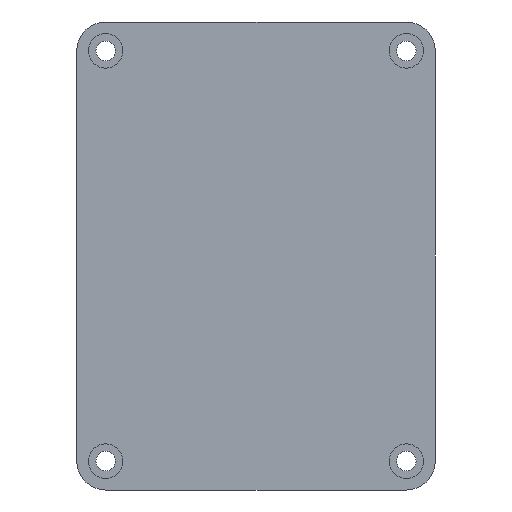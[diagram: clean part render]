
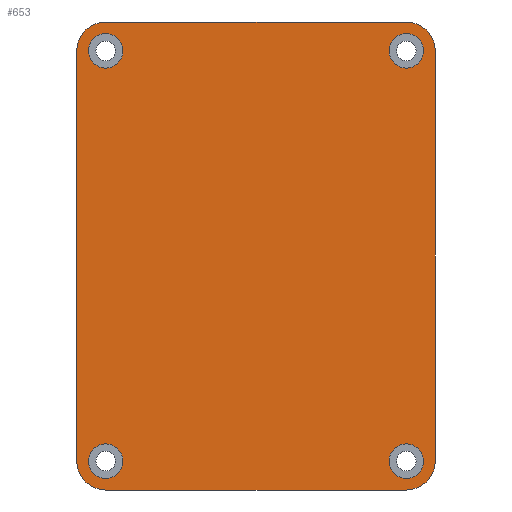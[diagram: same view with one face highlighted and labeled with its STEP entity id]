
A CAD part, front view. The second image highlights one B-rep face of the part: STEP entity #653.
In plain terms, the highlighted planar face has unit normal (0, -1, 0).
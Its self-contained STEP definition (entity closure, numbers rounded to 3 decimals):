
#26=FACE_BOUND('',#157,.T.);
#27=FACE_BOUND('',#158,.T.);
#28=FACE_BOUND('',#159,.T.);
#29=FACE_BOUND('',#160,.T.);
#50=CIRCLE('',#708,5.);
#51=CIRCLE('',#710,5.);
#52=CIRCLE('',#713,5.);
#53=CIRCLE('',#716,5.);
#54=CIRCLE('',#721,3.);
#56=CIRCLE('',#724,3.);
#58=CIRCLE('',#727,3.);
#60=CIRCLE('',#730,3.);
#111=FACE_OUTER_BOUND('',#156,.T.);
#156=EDGE_LOOP('',(#566,#567,#568,#569,#570,#571,#572,#573));
#157=EDGE_LOOP('',(#574));
#158=EDGE_LOOP('',(#575));
#159=EDGE_LOOP('',(#576));
#160=EDGE_LOOP('',(#577));
#181=LINE('',#970,#236);
#209=LINE('',#1063,#264);
#212=LINE('',#1072,#267);
#223=LINE('',#1112,#278);
#236=VECTOR('',#764,10.);
#264=VECTOR('',#858,10.);
#267=VECTOR('',#867,10.);
#278=VECTOR('',#916,10.);
#290=VERTEX_POINT('',#967);
#291=VERTEX_POINT('',#969);
#321=VERTEX_POINT('',#1053);
#322=VERTEX_POINT('',#1057);
#323=VERTEX_POINT('',#1061);
#324=VERTEX_POINT('',#1065);
#325=VERTEX_POINT('',#1067);
#326=VERTEX_POINT('',#1071);
#329=VERTEX_POINT('',#1087);
#331=VERTEX_POINT('',#1093);
#333=VERTEX_POINT('',#1099);
#335=VERTEX_POINT('',#1105);
#349=EDGE_CURVE('',#290,#291,#181,.T.);
#390=EDGE_CURVE('',#291,#321,#50,.T.);
#393=EDGE_CURVE('',#322,#290,#51,.T.);
#395=EDGE_CURVE('',#323,#322,#209,.T.);
#397=EDGE_CURVE('',#324,#325,#52,.T.);
#399=EDGE_CURVE('',#325,#326,#212,.T.);
#401=EDGE_CURVE('',#326,#323,#53,.T.);
#407=EDGE_CURVE('',#329,#329,#54,.T.);
#410=EDGE_CURVE('',#331,#331,#56,.T.);
#413=EDGE_CURVE('',#333,#333,#58,.T.);
#416=EDGE_CURVE('',#335,#335,#60,.T.);
#419=EDGE_CURVE('',#321,#324,#223,.T.);
#566=ORIENTED_EDGE('',*,*,#390,.F.);
#567=ORIENTED_EDGE('',*,*,#349,.F.);
#568=ORIENTED_EDGE('',*,*,#393,.F.);
#569=ORIENTED_EDGE('',*,*,#395,.F.);
#570=ORIENTED_EDGE('',*,*,#401,.F.);
#571=ORIENTED_EDGE('',*,*,#399,.F.);
#572=ORIENTED_EDGE('',*,*,#397,.F.);
#573=ORIENTED_EDGE('',*,*,#419,.F.);
#574=ORIENTED_EDGE('',*,*,#416,.F.);
#575=ORIENTED_EDGE('',*,*,#410,.F.);
#576=ORIENTED_EDGE('',*,*,#407,.F.);
#577=ORIENTED_EDGE('',*,*,#413,.F.);
#619=PLANE('',#734);
#653=ADVANCED_FACE('',(#111,#26,#27,#28,#29),#619,.F.);
#708=AXIS2_PLACEMENT_3D('',#1054,#847,#848);
#710=AXIS2_PLACEMENT_3D('',#1059,#853,#854);
#713=AXIS2_PLACEMENT_3D('',#1068,#862,#863);
#716=AXIS2_PLACEMENT_3D('',#1075,#871,#872);
#721=AXIS2_PLACEMENT_3D('',#1088,#886,#887);
#724=AXIS2_PLACEMENT_3D('',#1094,#893,#894);
#727=AXIS2_PLACEMENT_3D('',#1100,#900,#901);
#730=AXIS2_PLACEMENT_3D('',#1106,#907,#908);
#734=AXIS2_PLACEMENT_3D('',#1113,#917,#918);
#764=DIRECTION('',(0.,0.,1.));
#847=DIRECTION('center_axis',(0.,1.,0.));
#848=DIRECTION('ref_axis',(-0.707,0.,0.707));
#853=DIRECTION('center_axis',(0.,1.,0.));
#854=DIRECTION('ref_axis',(-0.707,0.,-0.707));
#858=DIRECTION('',(-1.,0.,0.));
#862=DIRECTION('center_axis',(0.,1.,0.));
#863=DIRECTION('ref_axis',(0.707,0.,0.707));
#867=DIRECTION('',(0.,0.,-1.));
#871=DIRECTION('center_axis',(0.,1.,0.));
#872=DIRECTION('ref_axis',(0.707,0.,-0.707));
#886=DIRECTION('center_axis',(0.,-1.,0.));
#887=DIRECTION('ref_axis',(1.,0.,0.));
#893=DIRECTION('center_axis',(0.,-1.,0.));
#894=DIRECTION('ref_axis',(1.,0.,0.));
#900=DIRECTION('center_axis',(0.,-1.,0.));
#901=DIRECTION('ref_axis',(1.,0.,0.));
#907=DIRECTION('center_axis',(0.,-1.,0.));
#908=DIRECTION('ref_axis',(1.,0.,0.));
#916=DIRECTION('',(1.,0.,0.));
#917=DIRECTION('center_axis',(0.,1.,0.));
#918=DIRECTION('ref_axis',(1.,0.,0.));
#967=CARTESIAN_POINT('',(-10.18,0.,-76.98));
#969=CARTESIAN_POINT('',(-10.18,0.,-5.88));
#970=CARTESIAN_POINT('',(-10.18,0.,-81.98));
#1053=CARTESIAN_POINT('',(-5.18,0.,-0.88));
#1054=CARTESIAN_POINT('Origin',(-5.18,0.,-5.88));
#1057=CARTESIAN_POINT('',(-5.18,0.,-81.98));
#1059=CARTESIAN_POINT('Origin',(-5.18,0.,-76.98));
#1061=CARTESIAN_POINT('',(46.92,0.,-81.98));
#1063=CARTESIAN_POINT('',(51.92,0.,-81.98));
#1065=CARTESIAN_POINT('',(46.92,0.,-0.88));
#1067=CARTESIAN_POINT('',(51.92,0.,-5.88));
#1068=CARTESIAN_POINT('Origin',(46.92,0.,-5.88));
#1071=CARTESIAN_POINT('',(51.92,0.,-76.98));
#1072=CARTESIAN_POINT('',(51.92,0.,-0.88));
#1075=CARTESIAN_POINT('Origin',(46.92,0.,-76.98));
#1087=CARTESIAN_POINT('',(43.92,0.,-5.88));
#1088=CARTESIAN_POINT('Origin',(46.92,0.,-5.88));
#1093=CARTESIAN_POINT('',(-8.18,0.,-5.88));
#1094=CARTESIAN_POINT('Origin',(-5.18,0.,-5.88));
#1099=CARTESIAN_POINT('',(-8.18,0.,-76.98));
#1100=CARTESIAN_POINT('Origin',(-5.18,0.,-76.98));
#1105=CARTESIAN_POINT('',(43.92,0.,-76.98));
#1106=CARTESIAN_POINT('Origin',(46.92,0.,-76.98));
#1112=CARTESIAN_POINT('',(-10.18,0.,-0.88));
#1113=CARTESIAN_POINT('Origin',(20.87,0.,-41.43));
